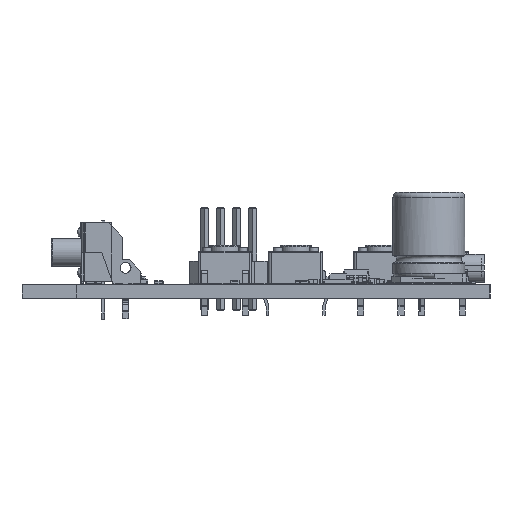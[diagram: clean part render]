
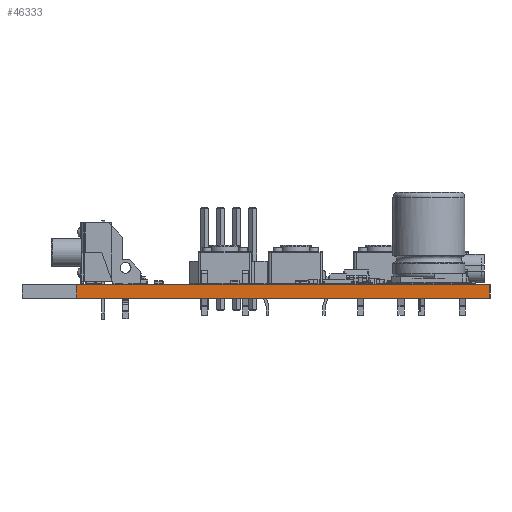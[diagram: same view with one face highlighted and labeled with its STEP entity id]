
A CAD part, left-side view. The second image highlights one B-rep face of the part: STEP entity #46333.
In plain terms, the highlighted planar face has unit normal (-1, 0, 0).
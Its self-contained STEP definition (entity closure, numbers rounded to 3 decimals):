
#44467 = VERTEX_POINT('',#44468);
#44468 = CARTESIAN_POINT('',(102.8,-35.4,0.));
#44474 = EDGE_CURVE('',#44475,#44467,#44477,.T.);
#44475 = VERTEX_POINT('',#44476);
#44476 = CARTESIAN_POINT('',(102.8,-81.4,0.));
#44477 = LINE('',#44478,#44479);
#44478 = CARTESIAN_POINT('',(102.8,-81.4,0.));
#44479 = VECTOR('',#44480,1.);
#44480 = DIRECTION('',(0.,1.,0.));
#45386 = VERTEX_POINT('',#45387);
#45387 = CARTESIAN_POINT('',(102.8,-35.4,1.51));
#45393 = EDGE_CURVE('',#45394,#45386,#45396,.T.);
#45394 = VERTEX_POINT('',#45395);
#45395 = CARTESIAN_POINT('',(102.8,-81.4,1.51));
#45396 = LINE('',#45397,#45398);
#45397 = CARTESIAN_POINT('',(102.8,-81.4,1.51));
#45398 = VECTOR('',#45399,1.);
#45399 = DIRECTION('',(0.,1.,0.));
#46305 = EDGE_CURVE('',#44475,#45394,#46306,.T.);
#46306 = LINE('',#46307,#46308);
#46307 = CARTESIAN_POINT('',(102.8,-81.4,0.));
#46308 = VECTOR('',#46309,1.);
#46309 = DIRECTION('',(0.,0.,1.));
#46333 = ADVANCED_FACE('',(#46334),#46345,.T.);
#46334 = FACE_BOUND('',#46335,.T.);
#46335 = EDGE_LOOP('',(#46336,#46337,#46338,#46344));
#46336 = ORIENTED_EDGE('',*,*,#46305,.T.);
#46337 = ORIENTED_EDGE('',*,*,#45393,.T.);
#46338 = ORIENTED_EDGE('',*,*,#46339,.F.);
#46339 = EDGE_CURVE('',#44467,#45386,#46340,.T.);
#46340 = LINE('',#46341,#46342);
#46341 = CARTESIAN_POINT('',(102.8,-35.4,0.));
#46342 = VECTOR('',#46343,1.);
#46343 = DIRECTION('',(0.,0.,1.));
#46344 = ORIENTED_EDGE('',*,*,#44474,.F.);
#46345 = PLANE('',#46346);
#46346 = AXIS2_PLACEMENT_3D('',#46347,#46348,#46349);
#46347 = CARTESIAN_POINT('',(102.8,-81.4,0.));
#46348 = DIRECTION('',(-1.,0.,0.));
#46349 = DIRECTION('',(0.,1.,0.));
